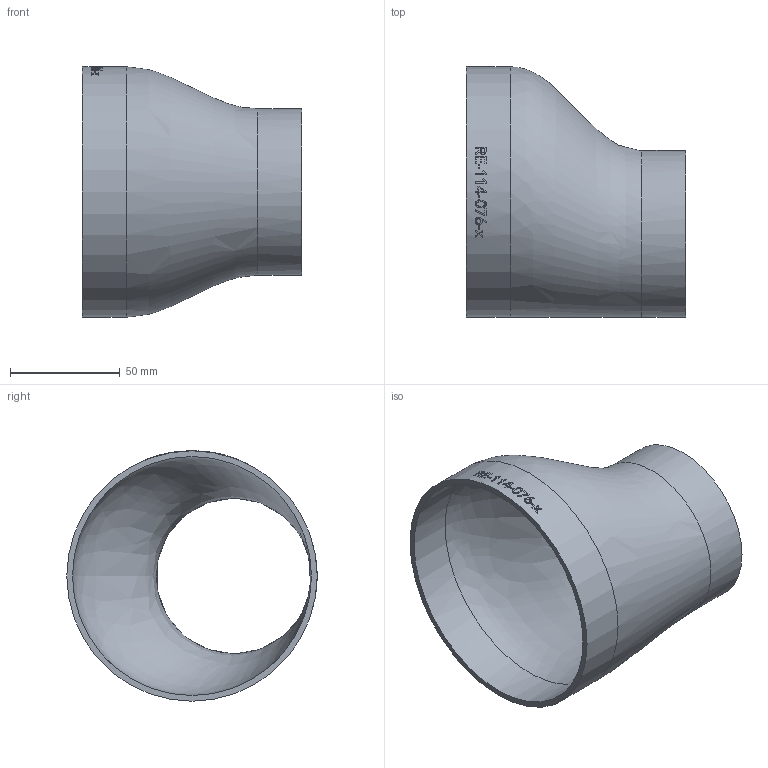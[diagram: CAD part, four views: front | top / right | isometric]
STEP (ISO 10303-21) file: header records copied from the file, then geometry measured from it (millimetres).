
FILE_DESCRIPTION (( 'STEP AP214' ), '1' );
FILE_NAME ('RE-114-076-x Reduzierung Exzenter 114,3x76,1x2,6x2,3 BL100 2101.STEP', '2021-01-02T11:47:38', ( '' ), ( '' ), 'SwSTEP 2.0', 'SolidWorks 2019', '' );
FILE_SCHEMA (( 'AUTOMOTIVE_DESIGN' ));
Length unit declared in the file: millimetre
Products named in the file (1): RE-114-076-x Reduzierung Exzenter 114,3x76,1x2,6x2,3 BL100 2101
Bounding box: 100 x 114.3 x 114.3 mm (x, y, z)
Volume: 79687.2 mm3; surface area: 62547.3 mm2
Topology: 1 solids, 1 shells, 132 faces, 345 edges, 230 vertices
Faces by surface type: plane 67, bspline 45, cylinder 19, cone 1
Full cylindrical faces by diameter (mm): 76.1 x1, 109.1 x1, 114.3 x1
Entity records: 16144 total; most frequent: CARTESIAN_POINT 11943, ORIENTED_EDGE 664, DIRECTION 442, EDGE_CURVE 332, VERTEX_POINT 224, AXIS2_PLACEMENT_3D 169, EDGE_LOOP 156, B_SPLINE_CURVE_WITH_KNOTS 147
